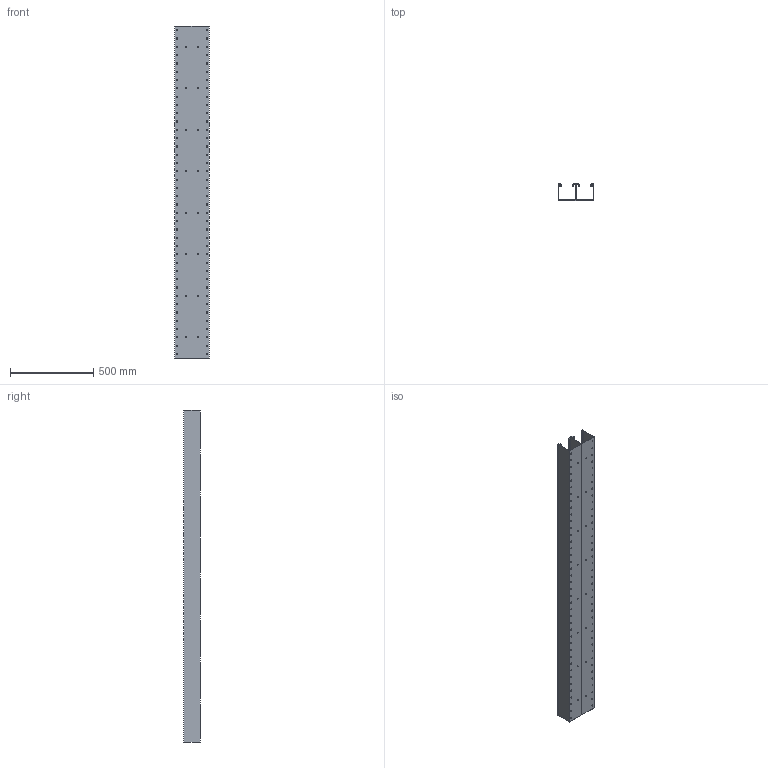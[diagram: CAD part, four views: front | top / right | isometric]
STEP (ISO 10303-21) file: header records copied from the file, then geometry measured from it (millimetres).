
FILE_DESCRIPTION((''),'2;1');
FILE_NAME('BRS1002101DKUN','2022-09-15T10:27:56',('a.koch'),(''),'CREO PARAMETRIC BY PTC INC, 2022162','CREO PARAMETRIC BY PTC INC, 2022162','');
FILE_SCHEMA(('AUTOMOTIVE_DESIGN { 1 0 10303 214 1 1 1 1 }'));
Length unit declared in the file: millimetre
Products named in the file (1): BRS1002101DKUN
Bounding box: 209.8 x 100 x 2000 mm (x, y, z)
Volume: 1563477.1 mm3; surface area: 2739000.1 mm2
Topology: 1 solids, 1 shells, 878 faces, 2628 edges, 1752 vertices
Faces by surface type: plane 846, cylinder 32
Entity records: 29568 total; most frequent: CARTESIAN_POINT 5260, ORIENTED_EDGE 5256, DIRECTION 4448, EDGE_CURVE 2628, VECTOR 2564, LINE 2564, VERTEX_POINT 1752, EDGE_LOOP 1070
